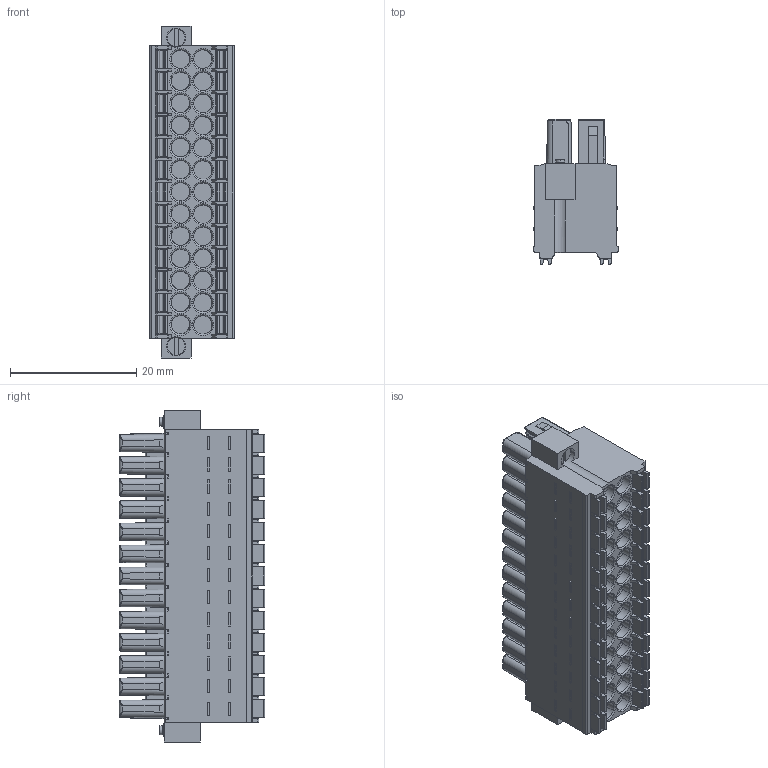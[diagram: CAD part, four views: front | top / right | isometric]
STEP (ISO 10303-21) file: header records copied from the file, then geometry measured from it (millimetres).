
FILE_DESCRIPTION((''),'2;1');
FILE_NAME('TLPSDW-010-1','2024-09-25T15:54:08',('sheji109'),(''),'CREO PARAMETRIC BY PTC INC, 2018100','CREO PARAMETRIC BY PTC INC, 2018100','');
FILE_SCHEMA(('CONFIG_CONTROL_DESIGN'));
Products named in the file (1): TLPSDW-010-1
Bounding box: 13.31 x 22.95 x 52.5 mm (x, y, z)
Volume: 10262.9 mm3; surface area: 7240.1 mm2
Topology: 1 solids, 1 shells, 2655 faces, 7076 edges, 4559 vertices
Faces by surface type: plane 1514, cylinder 669, bspline 258, cone 108, torus 106
Entity records: 94177 total; most frequent: CARTESIAN_POINT 31046, ORIENTED_EDGE 14152, DIRECTION 11463, EDGE_CURVE 7076, VERTEX_POINT 4559, VECTOR 4527, LINE 4527, AXIS2_PLACEMENT_3D 3468
